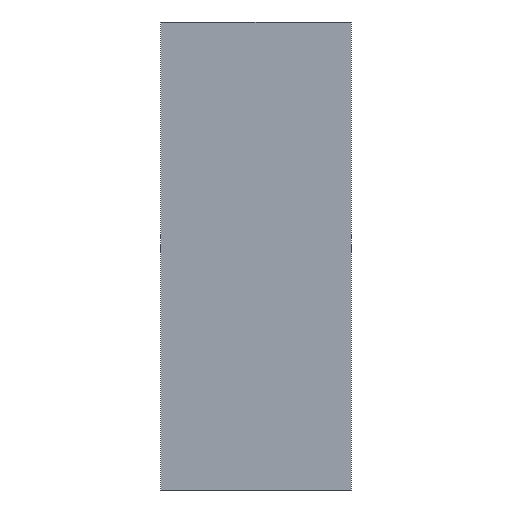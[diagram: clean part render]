
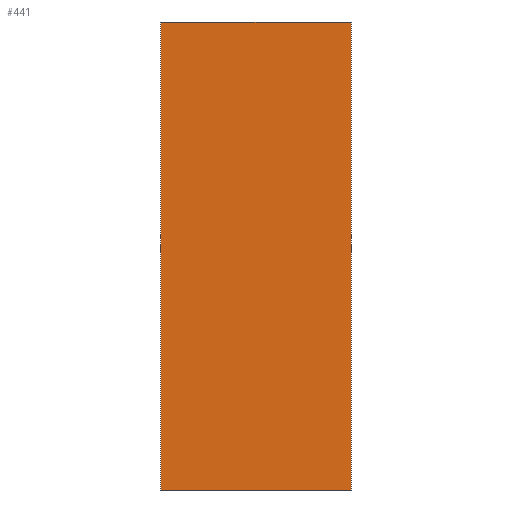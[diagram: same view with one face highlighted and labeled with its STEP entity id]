
A CAD part, left-side view. The second image highlights one B-rep face of the part: STEP entity #441.
In plain terms, the highlighted planar face has unit normal (-1, 0, 0).
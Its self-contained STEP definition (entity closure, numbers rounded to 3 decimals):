
#58 = LINE ( 'NONE', #374, #759 ) ;
#66 = ORIENTED_EDGE ( 'NONE', *, *, #493, .F. ) ;
#94 = DIRECTION ( 'NONE',  ( 1., 0., 0. ) ) ;
#128 = LINE ( 'NONE', #553, #722 ) ;
#150 = VERTEX_POINT ( 'NONE', #564 ) ;
#175 = DIRECTION ( 'NONE',  ( 0., -1., 0. ) ) ;
#189 = CARTESIAN_POINT ( 'NONE',  ( -1.6, 0.325, 0.8 ) ) ;
#200 = AXIS2_PLACEMENT_3D ( 'NONE', #556, #94, #753 ) ;
#255 = VERTEX_POINT ( 'NONE', #769 ) ;
#284 = CARTESIAN_POINT ( 'NONE',  ( -1.6, 0.325, -0.8 ) ) ;
#323 = EDGE_LOOP ( 'NONE', ( #849, #66, #731, #335 ) ) ;
#335 = ORIENTED_EDGE ( 'NONE', *, *, #475, .T. ) ;
#374 = CARTESIAN_POINT ( 'NONE',  ( -1.6, 0.325, 0.8 ) ) ;
#441 = ADVANCED_FACE ( 'NONE', ( #1018 ), #573, .F. ) ;
#475 = EDGE_CURVE ( 'NONE', #150, #618, #1048, .T. ) ;
#477 = DIRECTION ( 'NONE',  ( 0., -1., 0. ) ) ;
#486 = VERTEX_POINT ( 'NONE', #1113 ) ;
#493 = EDGE_CURVE ( 'NONE', #255, #486, #742, .T. ) ;
#553 = CARTESIAN_POINT ( 'NONE',  ( -1.6, 0.325, -0.8 ) ) ;
#556 = CARTESIAN_POINT ( 'NONE',  ( -1.6, 0.325, 0.8 ) ) ;
#564 = CARTESIAN_POINT ( 'NONE',  ( -1.6, 0.325, 0.8 ) ) ;
#573 = PLANE ( 'NONE',  #200 ) ;
#579 = VECTOR ( 'NONE', #841, 1000. ) ;
#618 = VERTEX_POINT ( 'NONE', #284 ) ;
#660 = CARTESIAN_POINT ( 'NONE',  ( -1.6, -0.325, 0.8 ) ) ;
#722 = VECTOR ( 'NONE', #175, 1000. ) ;
#726 = EDGE_CURVE ( 'NONE', #618, #486, #128, .T. ) ;
#731 = ORIENTED_EDGE ( 'NONE', *, *, #823, .F. ) ;
#742 = LINE ( 'NONE', #660, #579 ) ;
#753 = DIRECTION ( 'NONE',  ( 0., 0., -1. ) ) ;
#759 = VECTOR ( 'NONE', #477, 1000. ) ;
#769 = CARTESIAN_POINT ( 'NONE',  ( -1.6, -0.325, 0.8 ) ) ;
#823 = EDGE_CURVE ( 'NONE', #150, #255, #58, .T. ) ;
#838 = VECTOR ( 'NONE', #1119, 1000. ) ;
#841 = DIRECTION ( 'NONE',  ( 0., 0., -1. ) ) ;
#849 = ORIENTED_EDGE ( 'NONE', *, *, #726, .T. ) ;
#1018 = FACE_OUTER_BOUND ( 'NONE', #323, .T. ) ;
#1048 = LINE ( 'NONE', #189, #838 ) ;
#1113 = CARTESIAN_POINT ( 'NONE',  ( -1.6, -0.325, -0.8 ) ) ;
#1119 = DIRECTION ( 'NONE',  ( 0., 0., -1. ) ) ;
